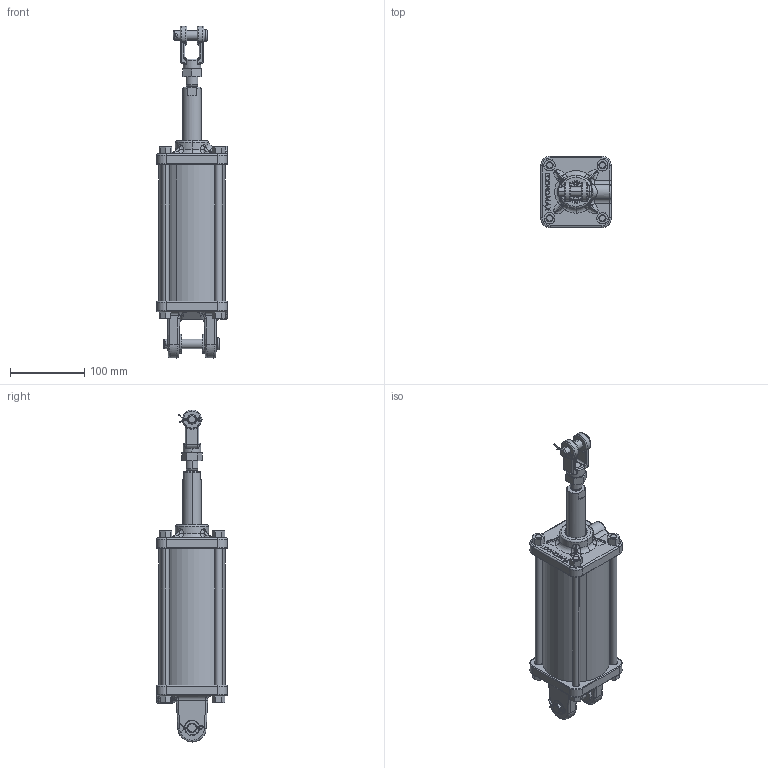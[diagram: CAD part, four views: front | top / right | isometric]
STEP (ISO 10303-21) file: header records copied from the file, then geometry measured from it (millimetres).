
FILE_DESCRIPTION (( 'STEP AP203' ), '1' );
FILE_NAME ('EA32N0600G11US-14.563.STEP', '2022-01-24T12:09:35', ( '' ), ( '' ), 'SwSTEP 2.0', 'SolidWorks 2021', '' );
FILE_SCHEMA (( 'CONFIG_CONTROL_DESIGN' ));
Length unit declared in the file: inch
Products named in the file (15): E325C AS CAST MACHINED REV3; EF081212; EA32N0600G11US-14.563; EA32N0600G11US-14.563-ROD; 5409-04V; ZY-CP-236; BDC061ZB; 18cotter pin X 1.13; 038HEXNUTSS; E325H AS CAST RIBS MACHINED REV3; APT32-0.75-16; 58HEXNUT THIN; BDCO61ZD; EA32N0600G11US-14.563-TUBE; EA32N0600G11US-14.563-TIEROD
Assembly tree (26 placements, depth 3):
  EA32N0600G11US-14.563
    E325C AS CAST MACHINED REV3
    E325H AS CAST RIBS MACHINED REV3
    APT32-0.75-16
    EA32N0600G11US-14.563-ROD
    EA32N0600G11US-14.563-TUBE
    EA32N0600G11US-14.563-TIEROD  x4
    038HEXNUTSS  x8
    EF081212  x2
    ZY-CP-236
    BDC061ZB
      BDCO61ZD
      18cotter pin X 1.13
    58HEXNUT THIN
    18cotter pin X 1.13
    5409-04V
Bounding box: 95.25 x 95.25 x 446.02 mm (x, y, z)
Volume: 880014.1 mm3; surface area: 284279.2 mm2
Topology: 25 solids, 25 shells, 1681 faces, 3949 edges, 2375 vertices
Faces by surface type: cone 551, plane 444, bspline 302, cylinder 219, torus 163, sphere 2
Entity records: 60705 total; most frequent: CARTESIAN_POINT 32284, ORIENTED_EDGE 5792, DIRECTION 5021, EDGE_CURVE 2896, AXIS2_PLACEMENT_3D 1893, VERTEX_POINT 1774, EDGE_LOOP 1344, LINE 1235
